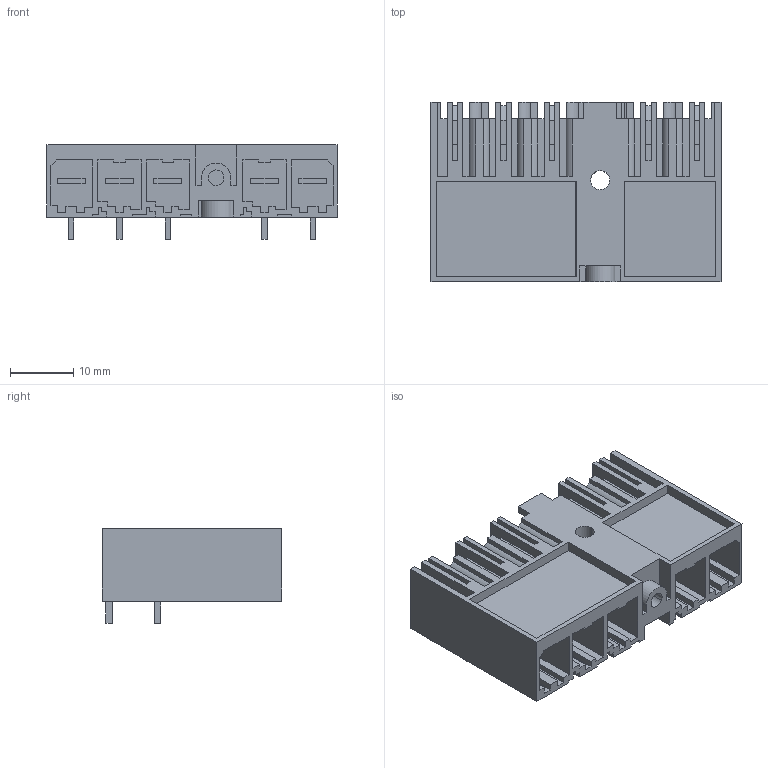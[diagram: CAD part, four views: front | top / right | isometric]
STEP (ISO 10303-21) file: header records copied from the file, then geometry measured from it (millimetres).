
FILE_DESCRIPTION(('CATIA V5R22 STEP214','CAx-IF Rec.Pracs.--- Model Styling and Organization---1.4--- 2014-01-23'),'2;1');
FILE_NAME ('D1447730_3_1048640000_1048640000.stp','2023-05-15T08:18:50+00:00',('none'),('Weidmueller'),'CATIA Version 5-6 Release 2016 SP3 HF44','CATIA V5 STEP AP214','none');
FILE_SCHEMA(('AUTOMOTIVE_DESIGN { 1 0 10303 214 1 1 1 1 }'));
Length unit declared in the file: millimetre
Products named in the file (1): 1048640000
Bounding box: 45.72 x 28.3 x 14.9 mm (x, y, z)
Volume: 7997.5 mm3; surface area: 11029.7 mm2
Topology: 6 solids, 6 shells, 446 faces, 1301 edges, 871 vertices
Faces by surface type: plane 421, cylinder 25
Entity records: 13785 total; most frequent: ORIENTED_EDGE 2602, CARTESIAN_POINT 2482, DIRECTION 1902, EDGE_CURVE 1301, VECTOR 1243, LINE 1243, VERTEX_POINT 871, EDGE_LOOP 464
